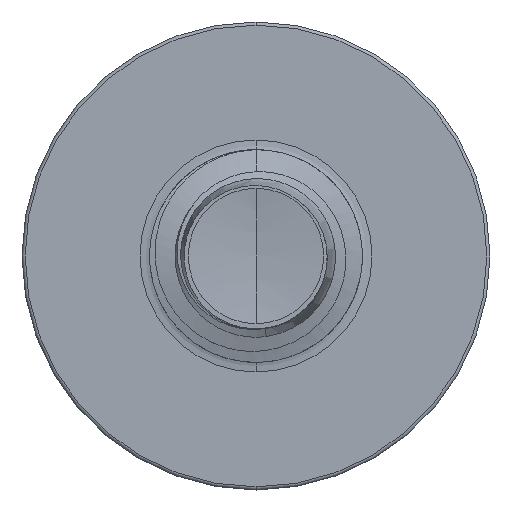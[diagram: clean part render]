
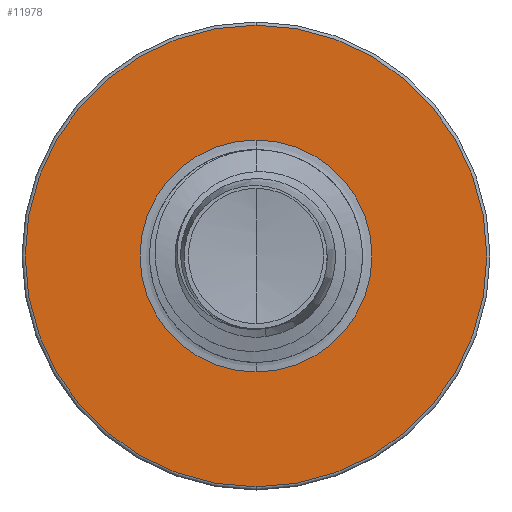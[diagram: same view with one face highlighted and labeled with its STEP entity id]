
A CAD part, front view. The second image highlights one B-rep face of the part: STEP entity #11978.
In plain terms, the highlighted planar face has unit normal (0, -1, 0).
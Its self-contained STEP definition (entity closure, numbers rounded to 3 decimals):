
#101 = EDGE_CURVE ( 'NONE', #14864, #13238, #13919, .T. ) ;
#150 = CARTESIAN_POINT ( 'NONE',  ( 0., 4., 2.713 ) ) ;
#451 = EDGE_CURVE ( 'NONE', #13116, #6771, #6724, .T. ) ;
#2626 = DIRECTION ( 'NONE',  ( 0., 0., 1. ) ) ;
#2662 = DIRECTION ( 'NONE',  ( 0., 1., 0. ) ) ;
#2689 = CARTESIAN_POINT ( 'NONE',  ( 0., 4., 0. ) ) ;
#2973 = DIRECTION ( 'NONE',  ( 0., 0., 1. ) ) ;
#2995 = DIRECTION ( 'NONE',  ( 0., 1., 0. ) ) ;
#3004 = CARTESIAN_POINT ( 'NONE',  ( 0., 4., 0. ) ) ;
#5833 = AXIS2_PLACEMENT_3D ( 'NONE', #3004, #2995, #2973 ) ;
#6724 = CIRCLE ( 'NONE', #14011, 1.363 ) ;
#6771 = VERTEX_POINT ( 'NONE', #13019 ) ;
#8399 = CARTESIAN_POINT ( 'NONE',  ( 0., 4., 0. ) ) ;
#8531 = DIRECTION ( 'NONE',  ( 0., 1., 0. ) ) ;
#8653 = DIRECTION ( 'NONE',  ( 0., 0., 1. ) ) ;
#8732 = DIRECTION ( 'NONE',  ( 0., 1., 0. ) ) ;
#8830 = CARTESIAN_POINT ( 'NONE',  ( 0., 4., 0. ) ) ;
#9041 = CARTESIAN_POINT ( 'NONE',  ( 0., 4., -2.712 ) ) ;
#9139 = PLANE ( 'NONE',  #14670 ) ;
#9647 = DIRECTION ( 'NONE',  ( 0., 0., 1. ) ) ;
#9966 = EDGE_CURVE ( 'NONE', #6771, #13116, #15338, .T. ) ;
#10091 = EDGE_CURVE ( 'NONE', #13238, #14864, #14392, .T. ) ;
#10466 = CARTESIAN_POINT ( 'NONE',  ( 0., 4., -1.363 ) ) ;
#11379 = AXIS2_PLACEMENT_3D ( 'NONE', #2689, #2662, #2626 ) ;
#11676 = FACE_BOUND ( 'NONE', #14321, .T. ) ;
#11978 = ADVANCED_FACE ( 'NONE', ( #14211, #11676 ), #9139, .F. ) ;
#12686 = DIRECTION ( 'NONE',  ( 0., 1., 0. ) ) ;
#12696 = DIRECTION ( 'NONE',  ( 0., 0., 1. ) ) ;
#12730 = EDGE_LOOP ( 'NONE', ( #14716, #15564 ) ) ;
#12960 = ORIENTED_EDGE ( 'NONE', *, *, #9966, .T. ) ;
#13019 = CARTESIAN_POINT ( 'NONE',  ( 0., 4., 1.363 ) ) ;
#13116 = VERTEX_POINT ( 'NONE', #10466 ) ;
#13238 = VERTEX_POINT ( 'NONE', #9041 ) ;
#13405 = ORIENTED_EDGE ( 'NONE', *, *, #451, .T. ) ;
#13919 = CIRCLE ( 'NONE', #15514, 2.713 ) ;
#14011 = AXIS2_PLACEMENT_3D ( 'NONE', #8399, #8531, #9647 ) ;
#14211 = FACE_OUTER_BOUND ( 'NONE', #12730, .T. ) ;
#14321 = EDGE_LOOP ( 'NONE', ( #12960, #13405 ) ) ;
#14392 = CIRCLE ( 'NONE', #11379, 2.713 ) ;
#14670 = AXIS2_PLACEMENT_3D ( 'NONE', #15178, #8732, #8653 ) ;
#14716 = ORIENTED_EDGE ( 'NONE', *, *, #101, .F. ) ;
#14864 = VERTEX_POINT ( 'NONE', #150 ) ;
#15178 = CARTESIAN_POINT ( 'NONE',  ( 0., 4., -1.363 ) ) ;
#15338 = CIRCLE ( 'NONE', #5833, 1.363 ) ;
#15514 = AXIS2_PLACEMENT_3D ( 'NONE', #8830, #12686, #12696 ) ;
#15564 = ORIENTED_EDGE ( 'NONE', *, *, #10091, .F. ) ;
